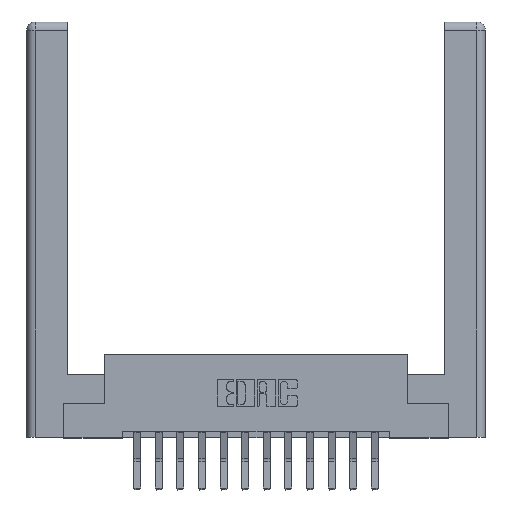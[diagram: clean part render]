
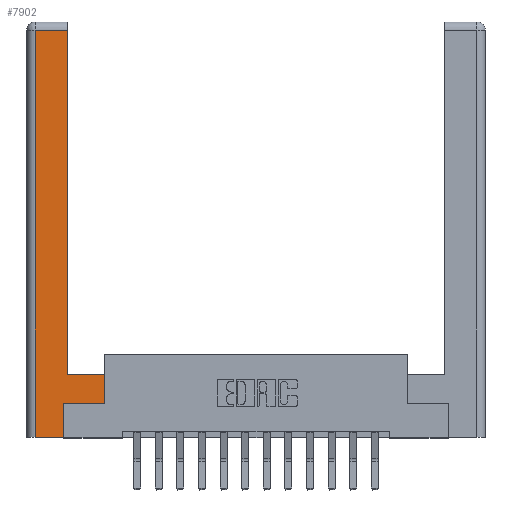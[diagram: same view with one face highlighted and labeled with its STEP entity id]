
A CAD part, top view. The second image highlights one B-rep face of the part: STEP entity #7902.
In plain terms, the highlighted planar face has unit normal (0, 0, 1).
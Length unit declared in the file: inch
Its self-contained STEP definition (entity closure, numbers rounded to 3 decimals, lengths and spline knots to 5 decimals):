
#209 = CARTESIAN_POINT ( 'NONE',  ( 0.295, 0.45, 0. ) ) ;
#320 = VECTOR ( 'NONE', #9035, 39.37008 ) ;
#471 = CARTESIAN_POINT ( 'NONE',  ( 0.565, 0.45, 0. ) ) ;
#781 = ORIENTED_EDGE ( 'NONE', *, *, #3342, .T. ) ;
#1185 = ORIENTED_EDGE ( 'NONE', *, *, #11310, .T. ) ;
#1258 = CARTESIAN_POINT ( 'NONE',  ( 0.565, 0.245, 0. ) ) ;
#1506 = LINE ( 'NONE', #209, #13801 ) ;
#1727 = CARTESIAN_POINT ( 'NONE',  ( 0.265, 0., 0. ) ) ;
#1813 = EDGE_LOOP ( 'NONE', ( #9076, #12952, #781, #6150, #6737, #1185, #11411, #15898 ) ) ;
#1823 = CARTESIAN_POINT ( 'NONE',  ( 0.265, 0., 0. ) ) ;
#1838 = VECTOR ( 'NONE', #10189, 39.37008 ) ;
#1846 = EDGE_CURVE ( 'NONE', #6832, #3937, #5948, .T. ) ;
#1899 = VECTOR ( 'NONE', #8588, 39.37008 ) ;
#1972 = DIRECTION ( 'NONE',  ( 0., 0., -1. ) ) ;
#2208 = EDGE_CURVE ( 'NONE', #6469, #9020, #8413, .T. ) ;
#2416 = AXIS2_PLACEMENT_3D ( 'NONE', #13107, #1972, #3268 ) ;
#2690 = VECTOR ( 'NONE', #14683, 39.37008 ) ;
#2883 = PLANE ( 'NONE',  #2416 ) ;
#2933 = DIRECTION ( 'NONE',  ( 1., 0., 0. ) ) ;
#3268 = DIRECTION ( 'NONE',  ( -1., 0., 0. ) ) ;
#3342 = EDGE_CURVE ( 'NONE', #9020, #6832, #7504, .T. ) ;
#3392 = FACE_OUTER_BOUND ( 'NONE', #1813, .T. ) ;
#3571 = CARTESIAN_POINT ( 'NONE',  ( 0.0615, 0., 0. ) ) ;
#3937 = VERTEX_POINT ( 'NONE', #1823 ) ;
#4343 = VECTOR ( 'NONE', #13416, 39.37008 ) ;
#4755 = EDGE_CURVE ( 'NONE', #11339, #13926, #1506, .T. ) ;
#4863 = CARTESIAN_POINT ( 'NONE',  ( 0.295, 3., 0. ) ) ;
#5018 = CARTESIAN_POINT ( 'NONE',  ( 0.265, 0.245, 0. ) ) ;
#5286 = LINE ( 'NONE', #1258, #1838 ) ;
#5746 = CARTESIAN_POINT ( 'NONE',  ( 0.295, 0.45, 0. ) ) ;
#5948 = LINE ( 'NONE', #1727, #15400 ) ;
#6150 = ORIENTED_EDGE ( 'NONE', *, *, #1846, .T. ) ;
#6410 = VERTEX_POINT ( 'NONE', #6426 ) ;
#6426 = CARTESIAN_POINT ( 'NONE',  ( 0.565, 0.245, 0. ) ) ;
#6469 = VERTEX_POINT ( 'NONE', #9084 ) ;
#6737 = ORIENTED_EDGE ( 'NONE', *, *, #12154, .T. ) ;
#6832 = VERTEX_POINT ( 'NONE', #14778 ) ;
#7504 = LINE ( 'NONE', #3571, #2690 ) ;
#7902 = ADVANCED_FACE ( 'NONE', ( #3392 ), #2883, .F. ) ;
#7935 = VECTOR ( 'NONE', #10473, 39.37008 ) ;
#8118 = EDGE_CURVE ( 'NONE', #6410, #11339, #9141, .T. ) ;
#8255 = CARTESIAN_POINT ( 'NONE',  ( 0.0615, 2.94, 0. ) ) ;
#8413 = LINE ( 'NONE', #8255, #1899 ) ;
#8588 = DIRECTION ( 'NONE',  ( -1., 0., 0. ) ) ;
#8870 = DIRECTION ( 'NONE',  ( -1., 0., 0. ) ) ;
#9020 = VERTEX_POINT ( 'NONE', #12945 ) ;
#9035 = DIRECTION ( 'NONE',  ( 0., 1., 0. ) ) ;
#9076 = ORIENTED_EDGE ( 'NONE', *, *, #11100, .T. ) ;
#9084 = CARTESIAN_POINT ( 'NONE',  ( 0.295, 2.94, 0. ) ) ;
#9141 = LINE ( 'NONE', #471, #320 ) ;
#10189 = DIRECTION ( 'NONE',  ( 1., 0., 0. ) ) ;
#10473 = DIRECTION ( 'NONE',  ( 0., 1., 0. ) ) ;
#10581 = CARTESIAN_POINT ( 'NONE',  ( 0.265, 0.245, 0. ) ) ;
#11100 = EDGE_CURVE ( 'NONE', #13926, #6469, #14575, .T. ) ;
#11310 = EDGE_CURVE ( 'NONE', #12801, #6410, #5286, .T. ) ;
#11339 = VERTEX_POINT ( 'NONE', #12887 ) ;
#11411 = ORIENTED_EDGE ( 'NONE', *, *, #8118, .T. ) ;
#12004 = LINE ( 'NONE', #10581, #7935 ) ;
#12154 = EDGE_CURVE ( 'NONE', #3937, #12801, #12004, .T. ) ;
#12801 = VERTEX_POINT ( 'NONE', #5018 ) ;
#12887 = CARTESIAN_POINT ( 'NONE',  ( 0.565, 0.45, 0. ) ) ;
#12945 = CARTESIAN_POINT ( 'NONE',  ( 0.0615, 2.94, 0. ) ) ;
#12952 = ORIENTED_EDGE ( 'NONE', *, *, #2208, .T. ) ;
#13107 = CARTESIAN_POINT ( 'NONE',  ( 0., 0., 0. ) ) ;
#13416 = DIRECTION ( 'NONE',  ( 0., 1., 0. ) ) ;
#13801 = VECTOR ( 'NONE', #8870, 39.37008 ) ;
#13926 = VERTEX_POINT ( 'NONE', #5746 ) ;
#14575 = LINE ( 'NONE', #4863, #4343 ) ;
#14683 = DIRECTION ( 'NONE',  ( 0., -1., 0. ) ) ;
#14778 = CARTESIAN_POINT ( 'NONE',  ( 0.0615, 0., 0. ) ) ;
#15400 = VECTOR ( 'NONE', #2933, 39.37008 ) ;
#15898 = ORIENTED_EDGE ( 'NONE', *, *, #4755, .T. ) ;
